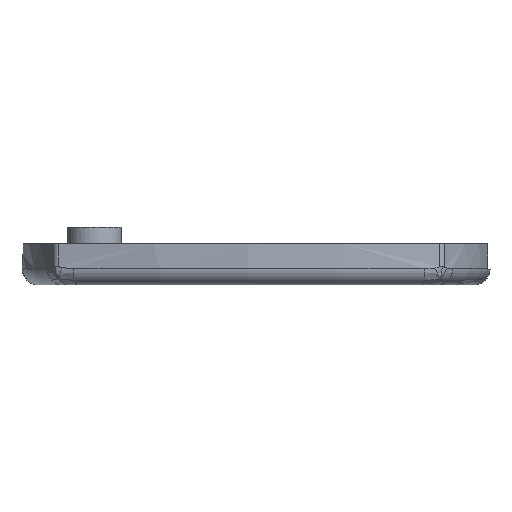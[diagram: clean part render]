
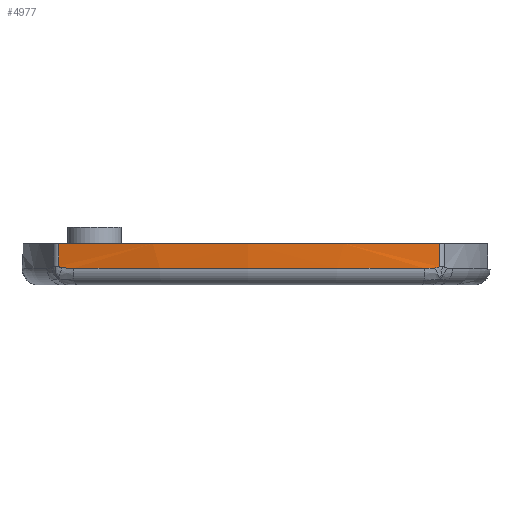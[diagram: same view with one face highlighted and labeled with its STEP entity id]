
A CAD part, left-side view. The second image highlights one B-rep face of the part: STEP entity #4977.
In plain terms, the highlighted cylindrical face has radius 109 mm (diameter 218 mm), a partial arc.
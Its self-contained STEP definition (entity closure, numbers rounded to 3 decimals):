
#503=CARTESIAN_POINT('',(-16.469,48.438,-2.936));
#504=VERTEX_POINT('',#503);
#521=CARTESIAN_POINT('',(-16.361,48.875,-2.745));
#522=VERTEX_POINT('',#521);
#523=CARTESIAN_POINT('',(-16.469,48.438,-2.936));
#524=CARTESIAN_POINT('',(-16.433,48.584,-2.915));
#525=CARTESIAN_POINT('',(-16.406,48.693,-2.888));
#526=CARTESIAN_POINT('',(-16.379,48.802,-2.84));
#527=CARTESIAN_POINT('',(-16.372,48.83,-2.823));
#528=CARTESIAN_POINT('',(-16.365,48.857,-2.795));
#529=CARTESIAN_POINT('',(-16.364,48.864,-2.785));
#530=CARTESIAN_POINT('',(-16.361,48.873,-2.766));
#531=CARTESIAN_POINT('',(-16.361,48.875,-2.755));
#532=CARTESIAN_POINT('',(-16.361,48.875,-2.745));
#533=B_SPLINE_CURVE_WITH_KNOTS('',3,(#523,#524,#525,#526,#527,#528,#529,#530,#531,#532),.UNSPECIFIED.,.F.,.U.,(4,2,2,2,4),(0.5,0.75,0.875,0.938,1.0),.UNSPECIFIED.);
#534=EDGE_CURVE('',#504,#522,#533,.T.);
#595=CARTESIAN_POINT('',(-16.784,47.123,-3.0));
#596=VERTEX_POINT('',#595);
#604=CARTESIAN_POINT('',(-16.784,47.123,-3.0));
#605=CARTESIAN_POINT('',(-16.716,47.416,-3.0));
#606=CARTESIAN_POINT('',(-16.655,47.672,-2.995));
#607=CARTESIAN_POINT('',(-16.55,48.11,-2.973));
#608=CARTESIAN_POINT('',(-16.505,48.292,-2.957));
#609=CARTESIAN_POINT('',(-16.469,48.438,-2.936));
#610=B_SPLINE_CURVE_WITH_KNOTS('',3,(#604,#605,#606,#607,#608,#609),.UNSPECIFIED.,.F.,.U.,(4,2,4),(0.0,0.25,0.5),.UNSPECIFIED.);
#611=EDGE_CURVE('',#596,#504,#610,.T.);
#1387=CARTESIAN_POINT('',(-17.904,3.151,-2.951));
#1388=VERTEX_POINT('',#1387);
#1398=CARTESIAN_POINT('',(-18.133,4.477,-3.0));
#1399=VERTEX_POINT('',#1398);
#1400=CARTESIAN_POINT('',(-17.904,3.151,-2.951));
#1401=CARTESIAN_POINT('',(-17.93,3.298,-2.967));
#1402=CARTESIAN_POINT('',(-17.963,3.482,-2.98));
#1403=CARTESIAN_POINT('',(-18.04,3.924,-2.996));
#1404=CARTESIAN_POINT('',(-18.084,4.182,-3.0));
#1405=CARTESIAN_POINT('',(-18.133,4.477,-3.0));
#1406=B_SPLINE_CURVE_WITH_KNOTS('',3,(#1400,#1401,#1402,#1403,#1404,#1405),.UNSPECIFIED.,.F.,.U.,(4,2,4),(0.5,0.75,1.0),.UNSPECIFIED.);
#1407=EDGE_CURVE('',#1388,#1399,#1406,.T.);
#1475=CARTESIAN_POINT('',(-17.823,2.709,-2.803));
#1476=VERTEX_POINT('',#1475);
#1484=CARTESIAN_POINT('',(-17.823,2.709,-2.803));
#1485=CARTESIAN_POINT('',(-17.823,2.709,-2.808));
#1486=CARTESIAN_POINT('',(-17.823,2.71,-2.812));
#1487=CARTESIAN_POINT('',(-17.824,2.712,-2.819));
#1488=CARTESIAN_POINT('',(-17.824,2.714,-2.823));
#1489=CARTESIAN_POINT('',(-17.825,2.721,-2.835));
#1490=CARTESIAN_POINT('',(-17.827,2.728,-2.842));
#1491=CARTESIAN_POINT('',(-17.832,2.755,-2.864));
#1492=CARTESIAN_POINT('',(-17.837,2.783,-2.877));
#1493=CARTESIAN_POINT('',(-17.857,2.893,-2.914));
#1494=CARTESIAN_POINT('',(-17.877,3.004,-2.934));
#1495=CARTESIAN_POINT('',(-17.904,3.151,-2.951));
#1496=B_SPLINE_CURVE_WITH_KNOTS('',3,(#1484,#1485,#1486,#1487,#1488,#1489,#1490,#1491,#1492,#1493,#1494,#1495),.UNSPECIFIED.,.F.,.U.,(4,2,2,2,2,4),(0.0,0.031,0.063,0.125,0.25,0.5),.UNSPECIFIED.);
#1497=EDGE_CURVE('',#1476,#1388,#1496,.T.);
#2662=CARTESIAN_POINT('',(89.38,22.419,-3.0));
#2663=DIRECTION('',(0.0,0.0,-1.));
#2664=DIRECTION('',(-0.999,0.032,0.0));
#2665=AXIS2_PLACEMENT_3D('',#2662,#2663,#2664);
#2666=CIRCLE('',#2665,109.);
#2667=EDGE_CURVE('',#1399,#596,#2666,.T.);
#3693=CARTESIAN_POINT('',(-16.361,48.875,0.0));
#3694=VERTEX_POINT('',#3693);
#3702=CARTESIAN_POINT('',(-17.823,2.709,0.0));
#3703=VERTEX_POINT('',#3702);
#3704=CARTESIAN_POINT('',(89.38,22.419,0.0));
#3705=DIRECTION('',(0.0,0.0,1.));
#3706=DIRECTION('',(-0.969,0.247,0.0));
#3707=AXIS2_PLACEMENT_3D('',#3704,#3705,#3706);
#3708=CIRCLE('',#3707,109.);
#3709=EDGE_CURVE('',#3694,#3703,#3708,.T.);
#4714=CARTESIAN_POINT('',(-17.823,2.709,0.0));
#4715=DIRECTION('',(0.0,0.0,-1.0));
#4716=VECTOR('',#4715,2.803);
#4717=LINE('',#4714,#4716);
#4718=EDGE_CURVE('',#3703,#1476,#4717,.T.);
#4853=CARTESIAN_POINT('',(-16.361,48.875,-2.745));
#4854=DIRECTION('',(0.0,0.0,1.0));
#4855=VECTOR('',#4854,2.745);
#4856=LINE('',#4853,#4855);
#4857=EDGE_CURVE('',#522,#3694,#4856,.T.);
#4962=CARTESIAN_POINT('',(89.38,22.419,0.0));
#4963=DIRECTION('',(0.0,0.0,-1.0));
#4964=DIRECTION('',(-0.969,0.247,0.0));
#4965=AXIS2_PLACEMENT_3D('',#4962,#4963,#4964);
#4966=CYLINDRICAL_SURFACE('',#4965,109.0);
#4967=ORIENTED_EDGE('',*,*,#4718,.F.);
#4968=ORIENTED_EDGE('',*,*,#3709,.F.);
#4969=ORIENTED_EDGE('',*,*,#4857,.F.);
#4970=ORIENTED_EDGE('',*,*,#534,.F.);
#4971=ORIENTED_EDGE('',*,*,#611,.F.);
#4972=ORIENTED_EDGE('',*,*,#2667,.F.);
#4973=ORIENTED_EDGE('',*,*,#1407,.F.);
#4974=ORIENTED_EDGE('',*,*,#1497,.F.);
#4975=EDGE_LOOP('',(#4967,#4968,#4969,#4970,#4971,#4972,#4973,#4974));
#4976=FACE_OUTER_BOUND('',#4975,.T.);
#4977=ADVANCED_FACE('',(#4976),#4966,.T.);
